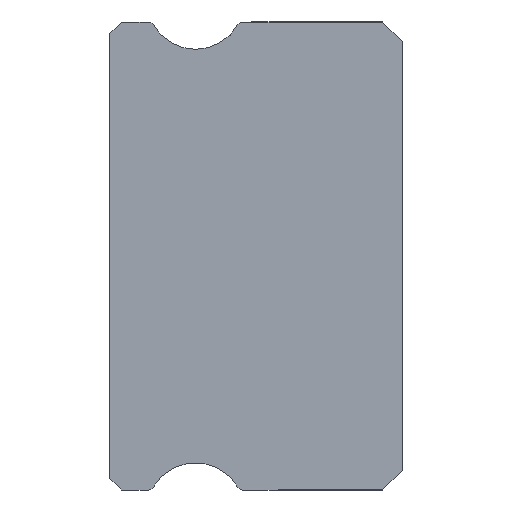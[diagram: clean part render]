
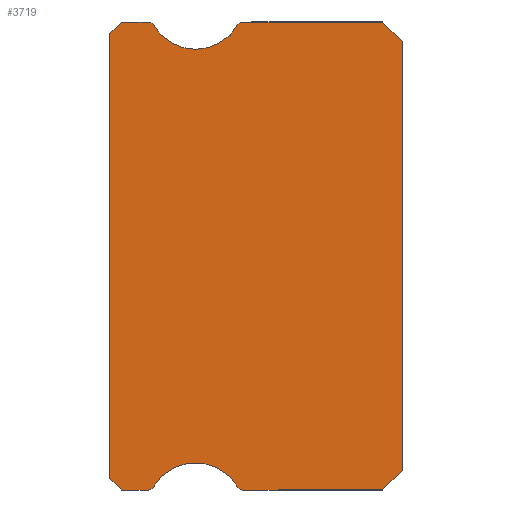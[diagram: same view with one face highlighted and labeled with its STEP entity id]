
A CAD part, left-side view. The second image highlights one B-rep face of the part: STEP entity #3719.
In plain terms, the highlighted planar face has unit normal (-1, 0, 0).
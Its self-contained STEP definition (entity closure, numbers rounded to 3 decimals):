
#108 = VERTEX_POINT ( 'NONE', #6187 ) ;
#195 = DIRECTION ( 'NONE',  ( -1., 0., 0. ) ) ;
#232 = DIRECTION ( 'NONE',  ( -1., 0., 0. ) ) ;
#333 = CARTESIAN_POINT ( 'NONE',  ( -15., 0., -5.5 ) ) ;
#353 = DIRECTION ( 'NONE',  ( -1., 0., 0. ) ) ;
#435 = LINE ( 'NONE', #1988, #5980 ) ;
#480 = LINE ( 'NONE', #3984, #2373 ) ;
#495 = DIRECTION ( 'NONE',  ( 0., 0., 1. ) ) ;
#504 = CARTESIAN_POINT ( 'NONE',  ( -15., 7.2, 6. ) ) ;
#510 = AXIS2_PLACEMENT_3D ( 'NONE', #5609, #989, #4583 ) ;
#530 = CIRCLE ( 'NONE', #5369, 1.25 ) ;
#635 = LINE ( 'NONE', #6411, #6149 ) ;
#643 = CARTESIAN_POINT ( 'NONE',  ( -15., 6.512, 6. ) ) ;
#665 = CARTESIAN_POINT ( 'NONE',  ( -15., 5.3, -6.55 ) ) ;
#827 = AXIS2_PLACEMENT_3D ( 'NONE', #1367, #4903, #5482 ) ;
#880 = ORIENTED_EDGE ( 'NONE', *, *, #5818, .F. ) ;
#919 = ORIENTED_EDGE ( 'NONE', *, *, #3801, .T. ) ;
#928 = DIRECTION ( 'NONE',  ( 0., -0.707, -0.707 ) ) ;
#944 = VECTOR ( 'NONE', #1090, 1000. ) ;
#958 = AXIS2_PLACEMENT_3D ( 'NONE', #2111, #4690, #4156 ) ;
#989 = DIRECTION ( 'NONE',  ( 1., 0., 0. ) ) ;
#1090 = DIRECTION ( 'NONE',  ( 0., 0.707, -0.707 ) ) ;
#1111 = ORIENTED_EDGE ( 'NONE', *, *, #6664, .F. ) ;
#1115 = EDGE_CURVE ( 'NONE', #6507, #5865, #435, .T. ) ;
#1190 = CARTESIAN_POINT ( 'NONE',  ( -15., 6.512, -6. ) ) ;
#1193 = ORIENTED_EDGE ( 'NONE', *, *, #4097, .F. ) ;
#1199 = ORIENTED_EDGE ( 'NONE', *, *, #4386, .T. ) ;
#1205 = DIRECTION ( 'NONE',  ( 0., -1., 0. ) ) ;
#1245 = CARTESIAN_POINT ( 'NONE',  ( -15., 0.5, 6. ) ) ;
#1285 = CARTESIAN_POINT ( 'NONE',  ( -15., 0., 5.5 ) ) ;
#1367 = CARTESIAN_POINT ( 'NONE',  ( -15., 6.512, -5.85 ) ) ;
#1421 = ORIENTED_EDGE ( 'NONE', *, *, #5826, .F. ) ;
#1498 = LINE ( 'NONE', #504, #1822 ) ;
#1545 = ORIENTED_EDGE ( 'NONE', *, *, #4253, .T. ) ;
#1583 = DIRECTION ( 'NONE',  ( 0., 0., -1. ) ) ;
#1587 = LINE ( 'NONE', #3644, #944 ) ;
#1646 = CARTESIAN_POINT ( 'NONE',  ( -15., 7.5, 5.7 ) ) ;
#1773 = LINE ( 'NONE', #3721, #3094 ) ;
#1822 = VECTOR ( 'NONE', #3134, 1000. ) ;
#1877 = EDGE_CURVE ( 'NONE', #2717, #5022, #4957, .T. ) ;
#1880 = VERTEX_POINT ( 'NONE', #4453 ) ;
#1894 = ORIENTED_EDGE ( 'NONE', *, *, #1877, .F. ) ;
#1954 = DIRECTION ( 'NONE',  ( 0., -0.707, -0.707 ) ) ;
#1956 = ORIENTED_EDGE ( 'NONE', *, *, #3307, .F. ) ;
#1962 = ORIENTED_EDGE ( 'NONE', *, *, #3922, .F. ) ;
#1988 = CARTESIAN_POINT ( 'NONE',  ( -15., 7.5, 5.85 ) ) ;
#2034 = VECTOR ( 'NONE', #4890, 1000. ) ;
#2075 = CARTESIAN_POINT ( 'NONE',  ( -15., 7.5, -5.7 ) ) ;
#2111 = CARTESIAN_POINT ( 'NONE',  ( -15., 4.088, -5.85 ) ) ;
#2125 = AXIS2_PLACEMENT_3D ( 'NONE', #4222, #232, #2236 ) ;
#2132 = AXIS2_PLACEMENT_3D ( 'NONE', #3957, #353, #4943 ) ;
#2153 = VERTEX_POINT ( 'NONE', #3886 ) ;
#2236 = DIRECTION ( 'NONE',  ( 0., 0., -1. ) ) ;
#2241 = VECTOR ( 'NONE', #5069, 1000. ) ;
#2311 = VERTEX_POINT ( 'NONE', #5650 ) ;
#2373 = VECTOR ( 'NONE', #928, 1000. ) ;
#2400 = DIRECTION ( 'NONE',  ( 0., 0.707, -0.707 ) ) ;
#2601 = ORIENTED_EDGE ( 'NONE', *, *, #1115, .F. ) ;
#2717 = VERTEX_POINT ( 'NONE', #3479 ) ;
#2801 = LINE ( 'NONE', #643, #2034 ) ;
#2818 = CARTESIAN_POINT ( 'NONE',  ( -15., 4.088, 6. ) ) ;
#2936 = EDGE_CURVE ( 'NONE', #2311, #5865, #1587, .T. ) ;
#2939 = CARTESIAN_POINT ( 'NONE',  ( -15., 6.512, 5.85 ) ) ;
#3094 = VECTOR ( 'NONE', #5782, 1000. ) ;
#3134 = DIRECTION ( 'NONE',  ( 0., 1., 0. ) ) ;
#3157 = ORIENTED_EDGE ( 'NONE', *, *, #4703, .F. ) ;
#3161 = CARTESIAN_POINT ( 'NONE',  ( -15., 4.088, 5.85 ) ) ;
#3231 = DIRECTION ( 'NONE',  ( 1., 0., 0. ) ) ;
#3307 = EDGE_CURVE ( 'NONE', #5022, #5553, #1773, .T. ) ;
#3427 = LINE ( 'NONE', #5153, #3959 ) ;
#3428 = CIRCLE ( 'NONE', #5912, 0.15 ) ;
#3479 = CARTESIAN_POINT ( 'NONE',  ( -15., 0., -5.5 ) ) ;
#3628 = CIRCLE ( 'NONE', #2125, 1.25 ) ;
#3644 = CARTESIAN_POINT ( 'NONE',  ( -15., 7.5, 5.7 ) ) ;
#3719 = ADVANCED_FACE ( 'NONE', ( #4552 ), #4041, .F. ) ;
#3720 = CARTESIAN_POINT ( 'NONE',  ( -15., 4.088, -6. ) ) ;
#3721 = CARTESIAN_POINT ( 'NONE',  ( -15., 6.512, -6. ) ) ;
#3745 = AXIS2_PLACEMENT_3D ( 'NONE', #2939, #6571, #5913 ) ;
#3801 = EDGE_CURVE ( 'NONE', #6507, #4773, #3427, .T. ) ;
#3868 = ORIENTED_EDGE ( 'NONE', *, *, #6179, .T. ) ;
#3886 = CARTESIAN_POINT ( 'NONE',  ( -15., 5.3, 5.3 ) ) ;
#3922 = EDGE_CURVE ( 'NONE', #2153, #108, #5151, .T. ) ;
#3929 = ORIENTED_EDGE ( 'NONE', *, *, #4993, .F. ) ;
#3957 = CARTESIAN_POINT ( 'NONE',  ( -15., 5.3, 6.55 ) ) ;
#3959 = VECTOR ( 'NONE', #1954, 1000. ) ;
#3984 = CARTESIAN_POINT ( 'NONE',  ( -15., 0.5, 6. ) ) ;
#4004 = LINE ( 'NONE', #5563, #2241 ) ;
#4041 = PLANE ( 'NONE',  #510 ) ;
#4091 = CARTESIAN_POINT ( 'NONE',  ( -15., 0.5, -6. ) ) ;
#4095 = VERTEX_POINT ( 'NONE', #1285 ) ;
#4097 = EDGE_CURVE ( 'NONE', #5515, #4114, #2801, .T. ) ;
#4098 = VERTEX_POINT ( 'NONE', #4283 ) ;
#4114 = VERTEX_POINT ( 'NONE', #1245 ) ;
#4156 = DIRECTION ( 'NONE',  ( 0., 0., -1. ) ) ;
#4222 = CARTESIAN_POINT ( 'NONE',  ( -15., 5.3, 6.55 ) ) ;
#4253 = EDGE_CURVE ( 'NONE', #1880, #2311, #1498, .T. ) ;
#4283 = CARTESIAN_POINT ( 'NONE',  ( -15., 6.383, -5.925 ) ) ;
#4386 = EDGE_CURVE ( 'NONE', #4773, #5250, #635, .T. ) ;
#4389 = ORIENTED_EDGE ( 'NONE', *, *, #6351, .F. ) ;
#4453 = CARTESIAN_POINT ( 'NONE',  ( -15., 6.512, 6. ) ) ;
#4552 = FACE_OUTER_BOUND ( 'NONE', #4628, .T. ) ;
#4583 = DIRECTION ( 'NONE',  ( 0., 0., -1. ) ) ;
#4628 = EDGE_LOOP ( 'NONE', ( #6607, #2601, #919, #1199, #4389, #880, #3157, #1956, #1894, #3868, #6300, #1193, #1421, #1962, #1111, #3929, #1545 ) ) ;
#4690 = DIRECTION ( 'NONE',  ( 1., 0., 0. ) ) ;
#4703 = EDGE_CURVE ( 'NONE', #5553, #5421, #5898, .T. ) ;
#4773 = VERTEX_POINT ( 'NONE', #5372 ) ;
#4890 = DIRECTION ( 'NONE',  ( 0., -1., 0. ) ) ;
#4903 = DIRECTION ( 'NONE',  ( 1., 0., 0. ) ) ;
#4943 = DIRECTION ( 'NONE',  ( 0., 0., -1. ) ) ;
#4957 = LINE ( 'NONE', #333, #5125 ) ;
#4993 = EDGE_CURVE ( 'NONE', #1880, #5852, #6675, .T. ) ;
#5015 = EDGE_CURVE ( 'NONE', #4114, #4095, #480, .T. ) ;
#5022 = VERTEX_POINT ( 'NONE', #4091 ) ;
#5069 = DIRECTION ( 'NONE',  ( 0., 0., 1. ) ) ;
#5125 = VECTOR ( 'NONE', #2400, 1000. ) ;
#5151 = CIRCLE ( 'NONE', #2132, 1.25 ) ;
#5153 = CARTESIAN_POINT ( 'NONE',  ( -15., 7.2, -6. ) ) ;
#5190 = DIRECTION ( 'NONE',  ( 0., 0., -1. ) ) ;
#5250 = VERTEX_POINT ( 'NONE', #1190 ) ;
#5253 = CARTESIAN_POINT ( 'NONE',  ( -15., 6.383, 5.925 ) ) ;
#5369 = AXIS2_PLACEMENT_3D ( 'NONE', #665, #195, #1583 ) ;
#5372 = CARTESIAN_POINT ( 'NONE',  ( -15., 7.2, -6. ) ) ;
#5421 = VERTEX_POINT ( 'NONE', #6588 ) ;
#5482 = DIRECTION ( 'NONE',  ( 0., 0., -1. ) ) ;
#5515 = VERTEX_POINT ( 'NONE', #2818 ) ;
#5553 = VERTEX_POINT ( 'NONE', #3720 ) ;
#5563 = CARTESIAN_POINT ( 'NONE',  ( -15., 0., 5.5 ) ) ;
#5609 = CARTESIAN_POINT ( 'NONE',  ( -15., 6.512, 5.85 ) ) ;
#5650 = CARTESIAN_POINT ( 'NONE',  ( -15., 7.2, 6. ) ) ;
#5770 = CIRCLE ( 'NONE', #827, 0.15 ) ;
#5782 = DIRECTION ( 'NONE',  ( 0., 1., 0. ) ) ;
#5818 = EDGE_CURVE ( 'NONE', #5421, #4098, #530, .T. ) ;
#5826 = EDGE_CURVE ( 'NONE', #108, #5515, #3428, .T. ) ;
#5852 = VERTEX_POINT ( 'NONE', #5253 ) ;
#5865 = VERTEX_POINT ( 'NONE', #1646 ) ;
#5898 = CIRCLE ( 'NONE', #958, 0.15 ) ;
#5912 = AXIS2_PLACEMENT_3D ( 'NONE', #3161, #3231, #5190 ) ;
#5913 = DIRECTION ( 'NONE',  ( 0., 0., -1. ) ) ;
#5980 = VECTOR ( 'NONE', #495, 1000. ) ;
#6149 = VECTOR ( 'NONE', #1205, 1000. ) ;
#6179 = EDGE_CURVE ( 'NONE', #2717, #4095, #4004, .T. ) ;
#6187 = CARTESIAN_POINT ( 'NONE',  ( -15., 4.217, 5.925 ) ) ;
#6300 = ORIENTED_EDGE ( 'NONE', *, *, #5015, .F. ) ;
#6351 = EDGE_CURVE ( 'NONE', #4098, #5250, #5770, .T. ) ;
#6411 = CARTESIAN_POINT ( 'NONE',  ( -15., 6.512, -6. ) ) ;
#6507 = VERTEX_POINT ( 'NONE', #2075 ) ;
#6571 = DIRECTION ( 'NONE',  ( 1., 0., 0. ) ) ;
#6588 = CARTESIAN_POINT ( 'NONE',  ( -15., 4.217, -5.925 ) ) ;
#6607 = ORIENTED_EDGE ( 'NONE', *, *, #2936, .T. ) ;
#6664 = EDGE_CURVE ( 'NONE', #5852, #2153, #3628, .T. ) ;
#6675 = CIRCLE ( 'NONE', #3745, 0.15 ) ;
